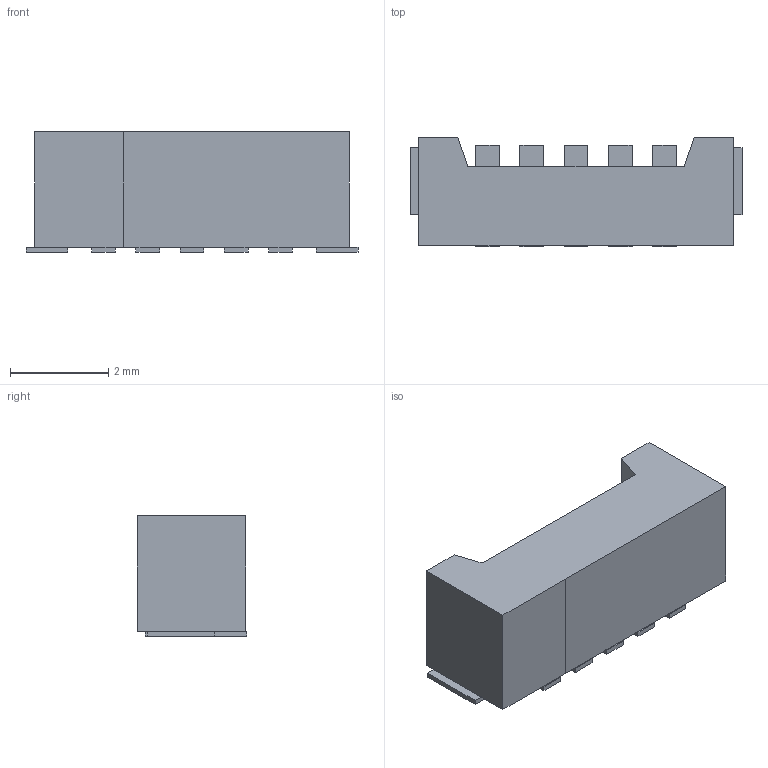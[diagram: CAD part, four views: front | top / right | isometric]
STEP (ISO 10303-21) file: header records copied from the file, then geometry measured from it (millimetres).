
FILE_DESCRIPTION(('FreeCAD Model'),'2;1');
FILE_NAME('345774.2.1.stp','2023-06-13T08:24:20',( 'Author'),(''),'Open CASCADE STEP processor 6.9','FreeCAD','Unknown' );
FILE_SCHEMA(('AUTOMOTIVE_DESIGN { 1 0 10303 214 1 1 1 1 }'));
Length unit declared in the file: millimetre
Products named in the file (3): ASSEMBLY; Body; Pins
Assembly tree (2 placements, depth 2):
  ASSEMBLY
    Body
    Pins
Bounding box: 6.75 x 2.22 x 2.45 mm (x, y, z)
Volume: 27.3 mm3; surface area: 83 mm2
Topology: 8 solids, 8 shells, 53 faces, 111 edges, 74 vertices
Faces by surface type: plane 53
Entity records: 2936 total; most frequent: CARTESIAN_POINT 463, DIRECTION 445, LINE 333, VECTOR 333, ORIENTED_EDGE 222, PCURVE 222, DEFINITIONAL_REPRESENTATION 222, EDGE_CURVE 111
